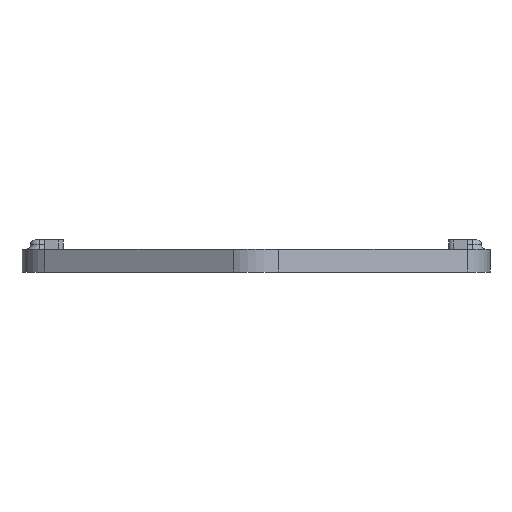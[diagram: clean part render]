
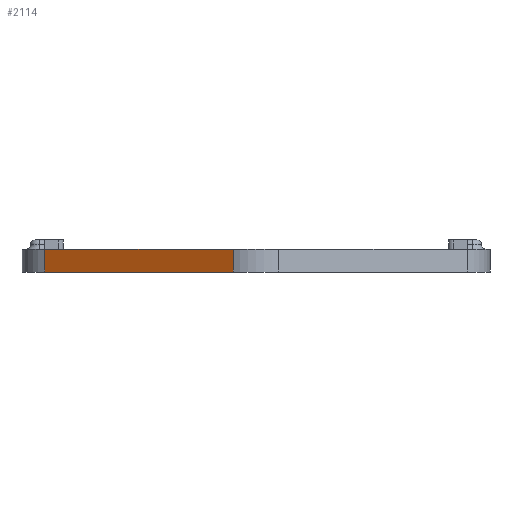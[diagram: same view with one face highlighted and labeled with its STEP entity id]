
A CAD part, left-side view. The second image highlights one B-rep face of the part: STEP entity #2114.
In plain terms, the highlighted planar face has unit normal (-0.866, 0.5, 0).
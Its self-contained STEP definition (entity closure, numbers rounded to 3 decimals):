
#84=PLANE('',#2358);
#189=FACE_OUTER_BOUND('',#305,.T.);
#305=EDGE_LOOP('',(#1886,#1887,#1888,#1889));
#356=LINE('',#3141,#545);
#466=LINE('',#3753,#655);
#499=LINE('',#3834,#688);
#501=LINE('',#3837,#690);
#545=VECTOR('',#2473,10.);
#655=VECTOR('',#2867,10.);
#688=VECTOR('',#2954,10.);
#690=VECTOR('',#2958,10.);
#856=VERTEX_POINT('',#3137);
#858=VERTEX_POINT('',#3140);
#990=VERTEX_POINT('',#3731);
#1000=VERTEX_POINT('',#3751);
#1071=EDGE_CURVE('',#856,#858,#356,.T.);
#1279=EDGE_CURVE('',#1000,#990,#466,.T.);
#1322=EDGE_CURVE('',#990,#856,#499,.T.);
#1324=EDGE_CURVE('',#858,#1000,#501,.T.);
#1886=ORIENTED_EDGE('',*,*,#1322,.F.);
#1887=ORIENTED_EDGE('',*,*,#1279,.F.);
#1888=ORIENTED_EDGE('',*,*,#1324,.F.);
#1889=ORIENTED_EDGE('',*,*,#1071,.F.);
#2114=ADVANCED_FACE('',(#189),#84,.T.);
#2358=AXIS2_PLACEMENT_3D('',#3836,#2956,#2957);
#2473=DIRECTION('',(0.5,0.866,0.));
#2867=DIRECTION('',(-0.5,-0.866,0.));
#2954=DIRECTION('',(0.,0.,-1.));
#2956=DIRECTION('center_axis',(-0.866,0.5,0.));
#2957=DIRECTION('ref_axis',(-0.5,-0.866,0.));
#2958=DIRECTION('',(0.,0.,1.));
#3137=CARTESIAN_POINT('',(-70.229,-33.,0.));
#3140=CARTESIAN_POINT('',(-46.558,8.,0.));
#3141=CARTESIAN_POINT('',(-73.116,-38.,0.));
#3731=CARTESIAN_POINT('',(-70.229,-33.,5.));
#3751=CARTESIAN_POINT('',(-46.558,8.,5.));
#3753=CARTESIAN_POINT('',(-73.116,-38.,5.));
#3834=CARTESIAN_POINT('',(-70.229,-33.,0.));
#3836=CARTESIAN_POINT('Origin',(-43.671,13.,0.));
#3837=CARTESIAN_POINT('',(-46.558,8.,0.));
